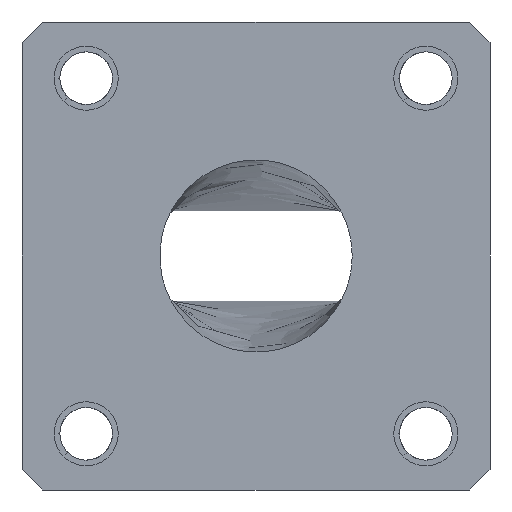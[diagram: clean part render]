
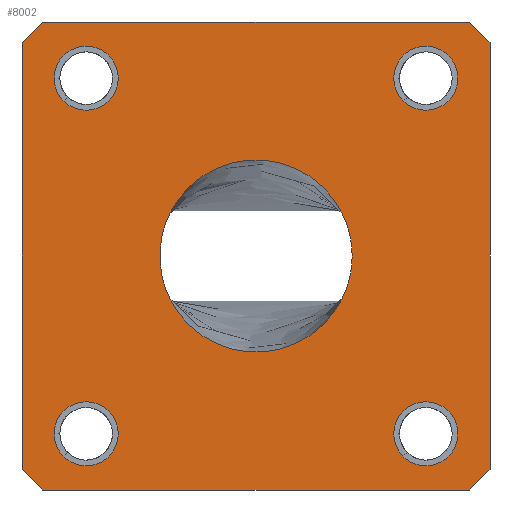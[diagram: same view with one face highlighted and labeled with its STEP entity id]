
A CAD part, front view. The second image highlights one B-rep face of the part: STEP entity #8002.
In plain terms, the highlighted planar face has unit normal (0, -1, 0).
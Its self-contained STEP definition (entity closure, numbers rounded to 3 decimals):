
#3742 = VERTEX_POINT('',#3743);
#3743 = CARTESIAN_POINT('',(-4.495,-3.,0.977));
#3748 = EDGE_CURVE('',#3742,#3749,#3751,.T.);
#3749 = VERTEX_POINT('',#3750);
#3750 = CARTESIAN_POINT('',(-4.495,-3.,-0.977));
#3751 = CIRCLE('',#3752,4.6);
#3752 = AXIS2_PLACEMENT_3D('',#3753,#3754,#3755);
#3753 = CARTESIAN_POINT('',(0.,-3.,0.));
#3754 = DIRECTION('',(0.,-1.,0.));
#3755 = DIRECTION('',(1.,0.,0.));
#3780 = VERTEX_POINT('',#3781);
#3781 = CARTESIAN_POINT('',(-4.117,-3.,2.051));
#3786 = EDGE_CURVE('',#3780,#3742,#3787,.T.);
#3787 = CIRCLE('',#3788,4.6);
#3788 = AXIS2_PLACEMENT_3D('',#3789,#3790,#3791);
#3789 = CARTESIAN_POINT('',(0.,-3.,0.));
#3790 = DIRECTION('',(0.,-1.,0.));
#3791 = DIRECTION('',(1.,0.,0.));
#3816 = VERTEX_POINT('',#3817);
#3817 = CARTESIAN_POINT('',(4.117,-3.,2.051));
#3822 = EDGE_CURVE('',#3816,#3780,#3823,.T.);
#3823 = CIRCLE('',#3824,4.6);
#3824 = AXIS2_PLACEMENT_3D('',#3825,#3826,#3827);
#3825 = CARTESIAN_POINT('',(0.,-3.,0.));
#3826 = DIRECTION('',(0.,-1.,0.));
#3827 = DIRECTION('',(1.,0.,0.));
#3856 = VERTEX_POINT('',#3857);
#3857 = CARTESIAN_POINT('',(4.495,-3.,0.977));
#3862 = EDGE_CURVE('',#3856,#3816,#3863,.T.);
#3863 = CIRCLE('',#3864,4.6);
#3864 = AXIS2_PLACEMENT_3D('',#3865,#3866,#3867);
#3865 = CARTESIAN_POINT('',(0.,-3.,0.));
#3866 = DIRECTION('',(0.,-1.,0.));
#3867 = DIRECTION('',(1.,0.,0.));
#3892 = VERTEX_POINT('',#3893);
#3893 = CARTESIAN_POINT('',(4.6,-3.,0.));
#3898 = EDGE_CURVE('',#3892,#3856,#3899,.T.);
#3899 = CIRCLE('',#3900,4.6);
#3900 = AXIS2_PLACEMENT_3D('',#3901,#3902,#3903);
#3901 = CARTESIAN_POINT('',(0.,-3.,0.));
#3902 = DIRECTION('',(0.,-1.,0.));
#3903 = DIRECTION('',(1.,0.,0.));
#3924 = VERTEX_POINT('',#3925);
#3925 = CARTESIAN_POINT('',(4.495,-3.,-0.977));
#3930 = EDGE_CURVE('',#3924,#3892,#3931,.T.);
#3931 = CIRCLE('',#3932,4.6);
#3932 = AXIS2_PLACEMENT_3D('',#3933,#3934,#3935);
#3933 = CARTESIAN_POINT('',(0.,-3.,0.));
#3934 = DIRECTION('',(0.,-1.,0.));
#3935 = DIRECTION('',(1.,0.,0.));
#3956 = VERTEX_POINT('',#3957);
#3957 = CARTESIAN_POINT('',(4.117,-3.,-2.051));
#3962 = EDGE_CURVE('',#3956,#3924,#3963,.T.);
#3963 = CIRCLE('',#3964,4.6);
#3964 = AXIS2_PLACEMENT_3D('',#3965,#3966,#3967);
#3965 = CARTESIAN_POINT('',(0.,-3.,0.));
#3966 = DIRECTION('',(0.,-1.,0.));
#3967 = DIRECTION('',(1.,0.,0.));
#3992 = VERTEX_POINT('',#3993);
#3993 = CARTESIAN_POINT('',(-4.117,-3.,-2.051));
#3998 = EDGE_CURVE('',#3992,#3956,#3999,.T.);
#3999 = CIRCLE('',#4000,4.6);
#4000 = AXIS2_PLACEMENT_3D('',#4001,#4002,#4003);
#4001 = CARTESIAN_POINT('',(0.,-3.,0.));
#4002 = DIRECTION('',(0.,-1.,0.));
#4003 = DIRECTION('',(1.,0.,0.));
#4032 = EDGE_CURVE('',#3749,#3992,#4033,.T.);
#4033 = CIRCLE('',#4034,4.6);
#4034 = AXIS2_PLACEMENT_3D('',#4035,#4036,#4037);
#4035 = CARTESIAN_POINT('',(0.,-3.,0.));
#4036 = DIRECTION('',(0.,-1.,0.));
#4037 = DIRECTION('',(1.,0.,0.));
#6355 = VERTEX_POINT('',#6356);
#6356 = CARTESIAN_POINT('',(-10.2,-3.,-11.2));
#6362 = EDGE_CURVE('',#6355,#6363,#6365,.T.);
#6363 = VERTEX_POINT('',#6364);
#6364 = CARTESIAN_POINT('',(10.2,-3.,-11.2));
#6365 = LINE('',#6366,#6367);
#6366 = CARTESIAN_POINT('',(-11.2,-3.,-11.2));
#6367 = VECTOR('',#6368,1.);
#6368 = DIRECTION('',(1.,0.,0.));
#6386 = EDGE_CURVE('',#6355,#6387,#6389,.T.);
#6387 = VERTEX_POINT('',#6388);
#6388 = CARTESIAN_POINT('',(-11.2,-3.,-10.2));
#6389 = LINE('',#6390,#6391);
#6390 = CARTESIAN_POINT('',(-10.7,-3.,-10.7));
#6391 = VECTOR('',#6392,1.);
#6392 = DIRECTION('',(-0.707,0.,0.707));
#6410 = VERTEX_POINT('',#6411);
#6411 = CARTESIAN_POINT('',(11.2,-3.,-10.2));
#6417 = EDGE_CURVE('',#6410,#6363,#6418,.T.);
#6418 = LINE('',#6419,#6420);
#6419 = CARTESIAN_POINT('',(10.7,-3.,-10.7));
#6420 = VECTOR('',#6421,1.);
#6421 = DIRECTION('',(-0.707,0.,-0.707));
#6434 = VERTEX_POINT('',#6435);
#6435 = CARTESIAN_POINT('',(-11.2,-3.,10.2));
#6441 = EDGE_CURVE('',#6434,#6387,#6442,.T.);
#6442 = LINE('',#6443,#6444);
#6443 = CARTESIAN_POINT('',(-11.2,-3.,11.2));
#6444 = VECTOR('',#6445,1.);
#6445 = DIRECTION('',(0.,0.,-1.));
#6458 = EDGE_CURVE('',#6410,#6459,#6461,.T.);
#6459 = VERTEX_POINT('',#6460);
#6460 = CARTESIAN_POINT('',(11.2,-3.,10.2));
#6461 = LINE('',#6462,#6463);
#6462 = CARTESIAN_POINT('',(11.2,-3.,-11.2));
#6463 = VECTOR('',#6464,1.);
#6464 = DIRECTION('',(0.,0.,1.));
#6482 = VERTEX_POINT('',#6483);
#6483 = CARTESIAN_POINT('',(-10.2,-3.,11.2));
#6489 = EDGE_CURVE('',#6482,#6434,#6490,.T.);
#6490 = LINE('',#6491,#6492);
#6491 = CARTESIAN_POINT('',(-10.7,-3.,10.7));
#6492 = VECTOR('',#6493,1.);
#6493 = DIRECTION('',(-0.707,0.,-0.707));
#6506 = EDGE_CURVE('',#6459,#6507,#6509,.T.);
#6507 = VERTEX_POINT('',#6508);
#6508 = CARTESIAN_POINT('',(10.2,-3.,11.2));
#6509 = LINE('',#6510,#6511);
#6510 = CARTESIAN_POINT('',(10.7,-3.,10.7));
#6511 = VECTOR('',#6512,1.);
#6512 = DIRECTION('',(-0.707,0.,0.707));
#6530 = EDGE_CURVE('',#6507,#6482,#6531,.T.);
#6531 = LINE('',#6532,#6533);
#6532 = CARTESIAN_POINT('',(11.2,-3.,11.2));
#6533 = VECTOR('',#6534,1.);
#6534 = DIRECTION('',(-1.,0.,0.));
#6546 = VERTEX_POINT('',#6547);
#6547 = CARTESIAN_POINT('',(-6.595,-3.,-8.51));
#6553 = EDGE_CURVE('',#6546,#6546,#6554,.T.);
#6554 = CIRCLE('',#6555,1.535);
#6555 = AXIS2_PLACEMENT_3D('',#6556,#6557,#6558);
#6556 = CARTESIAN_POINT('',(-8.13,-3.,-8.51));
#6557 = DIRECTION('',(0.,-1.,0.));
#6558 = DIRECTION('',(1.,0.,0.));
#6571 = VERTEX_POINT('',#6572);
#6572 = CARTESIAN_POINT('',(-6.595,-3.,8.51));
#6578 = EDGE_CURVE('',#6571,#6571,#6579,.T.);
#6579 = CIRCLE('',#6580,1.535);
#6580 = AXIS2_PLACEMENT_3D('',#6581,#6582,#6583);
#6581 = CARTESIAN_POINT('',(-8.13,-3.,8.51));
#6582 = DIRECTION('',(0.,-1.,0.));
#6583 = DIRECTION('',(1.,0.,0.));
#6596 = VERTEX_POINT('',#6597);
#6597 = CARTESIAN_POINT('',(9.665,-3.,-8.51));
#6603 = EDGE_CURVE('',#6596,#6596,#6604,.T.);
#6604 = CIRCLE('',#6605,1.535);
#6605 = AXIS2_PLACEMENT_3D('',#6606,#6607,#6608);
#6606 = CARTESIAN_POINT('',(8.13,-3.,-8.51));
#6607 = DIRECTION('',(0.,-1.,0.));
#6608 = DIRECTION('',(1.,0.,0.));
#6621 = VERTEX_POINT('',#6622);
#6622 = CARTESIAN_POINT('',(9.665,-3.,8.51));
#6628 = EDGE_CURVE('',#6621,#6621,#6629,.T.);
#6629 = CIRCLE('',#6630,1.535);
#6630 = AXIS2_PLACEMENT_3D('',#6631,#6632,#6633);
#6631 = CARTESIAN_POINT('',(8.13,-3.,8.51));
#6632 = DIRECTION('',(0.,-1.,0.));
#6633 = DIRECTION('',(1.,0.,0.));
#8002 = ADVANCED_FACE('',(#8003,#8013,#8016,#8019,#8030,#8033),#8036,.F.
  );
#8003 = FACE_BOUND('',#8004,.F.);
#8004 = EDGE_LOOP('',(#8005,#8006,#8007,#8008,#8009,#8010,#8011,#8012));
#8005 = ORIENTED_EDGE('',*,*,#6362,.F.);
#8006 = ORIENTED_EDGE('',*,*,#6386,.T.);
#8007 = ORIENTED_EDGE('',*,*,#6441,.F.);
#8008 = ORIENTED_EDGE('',*,*,#6489,.F.);
#8009 = ORIENTED_EDGE('',*,*,#6530,.F.);
#8010 = ORIENTED_EDGE('',*,*,#6506,.F.);
#8011 = ORIENTED_EDGE('',*,*,#6458,.F.);
#8012 = ORIENTED_EDGE('',*,*,#6417,.T.);
#8013 = FACE_BOUND('',#8014,.F.);
#8014 = EDGE_LOOP('',(#8015));
#8015 = ORIENTED_EDGE('',*,*,#6553,.T.);
#8016 = FACE_BOUND('',#8017,.F.);
#8017 = EDGE_LOOP('',(#8018));
#8018 = ORIENTED_EDGE('',*,*,#6578,.T.);
#8019 = FACE_BOUND('',#8020,.F.);
#8020 = EDGE_LOOP('',(#8021,#8022,#8023,#8024,#8025,#8026,#8027,#8028,
    #8029));
#8021 = ORIENTED_EDGE('',*,*,#3786,.T.);
#8022 = ORIENTED_EDGE('',*,*,#3748,.T.);
#8023 = ORIENTED_EDGE('',*,*,#4032,.T.);
#8024 = ORIENTED_EDGE('',*,*,#3998,.T.);
#8025 = ORIENTED_EDGE('',*,*,#3962,.T.);
#8026 = ORIENTED_EDGE('',*,*,#3930,.T.);
#8027 = ORIENTED_EDGE('',*,*,#3898,.T.);
#8028 = ORIENTED_EDGE('',*,*,#3862,.T.);
#8029 = ORIENTED_EDGE('',*,*,#3822,.T.);
#8030 = FACE_BOUND('',#8031,.F.);
#8031 = EDGE_LOOP('',(#8032));
#8032 = ORIENTED_EDGE('',*,*,#6603,.T.);
#8033 = FACE_BOUND('',#8034,.F.);
#8034 = EDGE_LOOP('',(#8035));
#8035 = ORIENTED_EDGE('',*,*,#6628,.T.);
#8036 = PLANE('',#8037);
#8037 = AXIS2_PLACEMENT_3D('',#8038,#8039,#8040);
#8038 = CARTESIAN_POINT('',(0.,-3.,0.));
#8039 = DIRECTION('',(0.,1.,0.));
#8040 = DIRECTION('',(0.,0.,1.));
